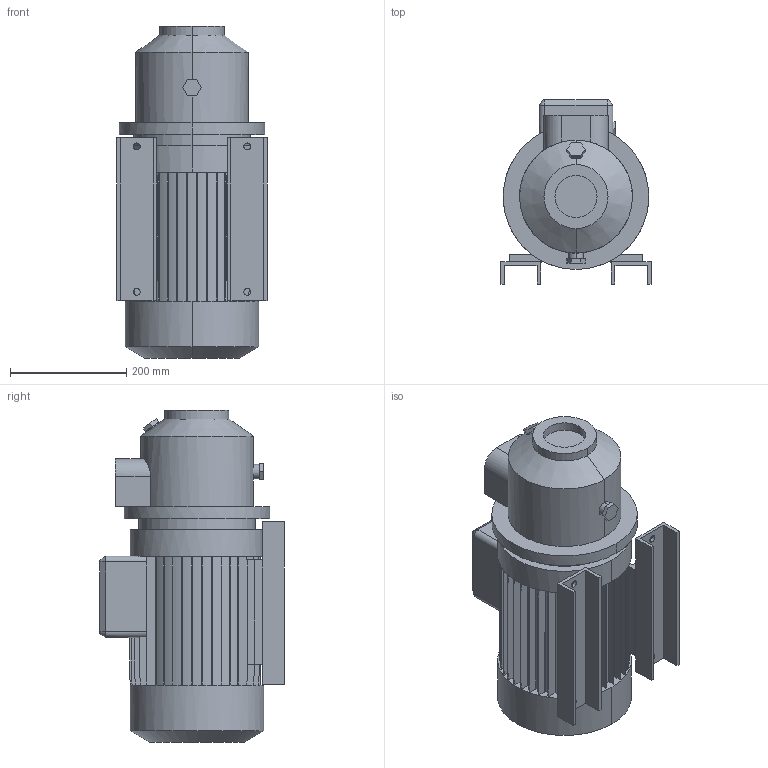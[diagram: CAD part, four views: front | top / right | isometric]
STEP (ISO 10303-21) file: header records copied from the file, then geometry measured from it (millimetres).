
FILE_DESCRIPTION (( 'STEP AP214' ), '1' );
FILE_NAME ('10017486swp01.step', '2024-04-10T14:41:13', ( '' ), ( '' ), 'SwSTEP 2.0', 'SolidWorks 2023', '' );
FILE_SCHEMA (( 'AUTOMOTIVE_DESIGN' ));
Length unit declared in the file: millimetre
Products named in the file (1): 10017486swp01
Bounding box: 258 x 317 x 570.5 mm (x, y, z)
Volume: 21085808.8 mm3; surface area: 963475.1 mm2
Topology: 2 solids, 2 shells, 359 faces, 1009 edges, 664 vertices
Faces by surface type: plane 278, cylinder 73, cone 8
Entity records: 11808 total; most frequent: CARTESIAN_POINT 2380, ORIENTED_EDGE 2018, DIRECTION 1865, EDGE_CURVE 1009, VECTOR 841, LINE 841, VERTEX_POINT 664, AXIS2_PLACEMENT_3D 512
